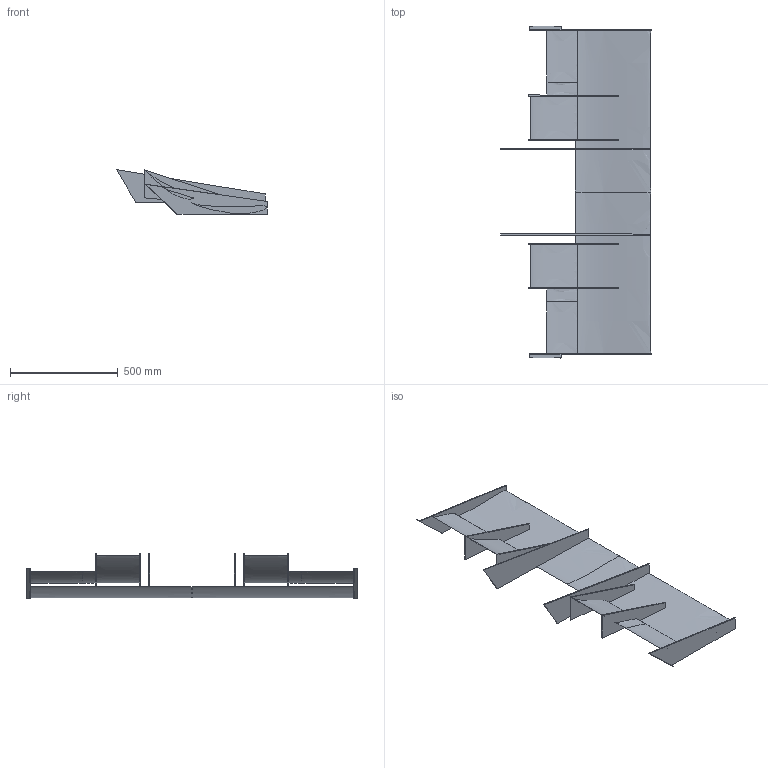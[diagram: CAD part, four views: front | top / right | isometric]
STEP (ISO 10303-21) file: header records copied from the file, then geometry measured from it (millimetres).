
FILE_DESCRIPTION(('CATIA V5 STEP Exchange'),'2;1');
FILE_NAME('Front Wing.stp','2019-12-11T01:31:08+00:00',('none'),('none'),'CATIA Version 5 Release 17 (IN-10)','CATIA V5 STEP AP203','none');
FILE_SCHEMA(('CONFIG_CONTROL_DESIGN'));
Length unit declared in the file: millimetre
Products named in the file (7): Front Wing; F_Main_As; F_Sub_As; F_Stay_As; Symmetry of F_Sub_As; Symmetry of F_Stay_As; Symmetry of F_Main_As
Assembly tree (20 placements, depth 3):
  Front Wing
    #56
    F_Main_As
      #393
    F_Sub_As
      #2861
      #7415
      #9862  x2
    F_Stay_As
      #10071
    #10261
    Symmetry of F_Sub_As
      #10598
      #15152
      #17599  x2
    Symmetry of F_Stay_As
      #17808
    Symmetry of F_Main_As
      #18004
Bounding box: 700.46 x 1540.67 x 208.02 mm (x, y, z)
Volume: 15682382 mm3; surface area: 2280318.6 mm2
Topology: 14 solids, 14 shells, 86 faces, 168 edges, 110 vertices
Faces by surface type: plane 70, bspline 16
Entity records: 20419 total; most frequent: CARTESIAN_POINT 18634, DIRECTION 296, ORIENTED_EDGE 288, EDGE_CURVE 144, VECTOR 100, LINE 100, AXIS2_PLACEMENT_3D 98, VERTEX_POINT 94
